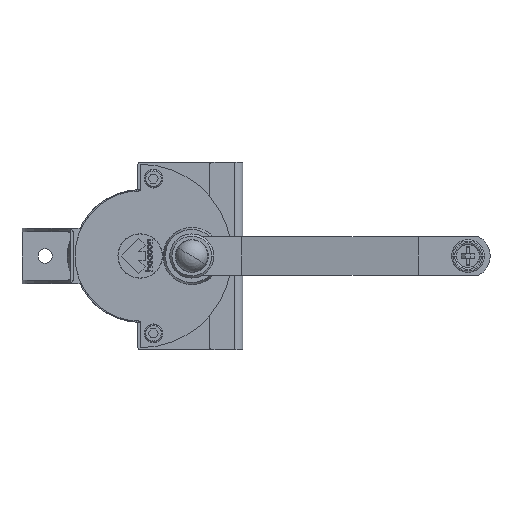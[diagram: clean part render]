
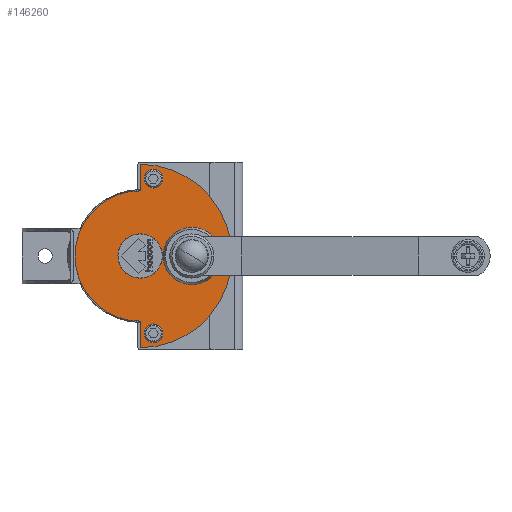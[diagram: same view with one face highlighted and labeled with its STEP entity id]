
A CAD part, front view. The second image highlights one B-rep face of the part: STEP entity #146260.
In plain terms, the highlighted planar face has unit normal (0, -1, 0).
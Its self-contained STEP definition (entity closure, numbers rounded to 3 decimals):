
#127490=CARTESIAN_POINT('',(73.2,-168.577,-12.));
#127500=VERTEX_POINT('',#127490);
#127530=CARTESIAN_POINT('',(64.7,-168.577,-12.));
#127540=DIRECTION('',(0.,-1.,0.));
#127550=DIRECTION('',(1.,0.,0.));
#127560=AXIS2_PLACEMENT_3D('',#127530,#127540,#127550);
#127570=CIRCLE('',#127560,8.5);
#127580=CARTESIAN_POINT('',(56.2,-168.577,-12.));
#127590=VERTEX_POINT('',#127580);
#127600=EDGE_CURVE('',#127590,#127500,#127570,.T.);
#144490=CARTESIAN_POINT('',(53.7,-168.577,0.)
);
#144500=VERTEX_POINT('',#144490);
#144530=CARTESIAN_POINT('',(-5.3,-168.577,
0.));
#144540=DIRECTION('',(0.,1.,0.));
#144550=DIRECTION('',(-1.,-0.,0.));
#144560=AXIS2_PLACEMENT_3D('',#144530,#144540,#144550);
#144570=CIRCLE('',#144560,59.);
#144580=CARTESIAN_POINT('',(-64.3,-168.577,0.
));
#144590=VERTEX_POINT('',#144580);
#144600=EDGE_CURVE('',#144590,#144500,#144570,.T.);
#144850=CARTESIAN_POINT('',(-64.3,-168.577,0.
));
#144860=DIRECTION('',(-1.,-0.,0.));
#144870=VECTOR('',#144860,1.);
#144880=LINE('',#144850,#144870);
#144890=CARTESIAN_POINT('',(-88.3,-168.577,0.
));
#144900=VERTEX_POINT('',#144890);
#144910=EDGE_CURVE('',#144590,#144900,#144880,.T.);
#145160=CARTESIAN_POINT('',(-5.3,-168.577,
0.));
#145170=DIRECTION('',(0.,1.,0.));
#145180=DIRECTION('',(-1.,-0.,0.));
#145190=AXIS2_PLACEMENT_3D('',#145160,#145170,#145180);
#145200=CIRCLE('',#145190,83.);
#145210=CARTESIAN_POINT('',(77.7,-168.577,0.)
);
#145220=VERTEX_POINT('',#145210);
#145230=EDGE_CURVE('',#145220,#144900,#145200,.T.);
#145460=CARTESIAN_POINT('',(53.7,-168.577,0.)
);
#145470=DIRECTION('',(1.,0.,0.));
#145480=VECTOR('',#145470,1.);
#145490=LINE('',#145460,#145480);
#145500=EDGE_CURVE('',#144500,#145220,#145490,.T.);
#145650=CARTESIAN_POINT('',(-5.3,-168.577,
-46.75));
#145660=DIRECTION('',(0.,1.,-0.));
#145670=DIRECTION('',(-1.,-0.,0.));
#145680=AXIS2_PLACEMENT_3D('',#145650,#145660,#145670);
#145690=PLANE('',#145680);
#145700=CARTESIAN_POINT('',(-75.3,-168.577,-12.));
#145710=DIRECTION('',(0.,1.,0.));
#145720=DIRECTION('',(-1.,-0.,0.));
#145730=AXIS2_PLACEMENT_3D('',#145700,#145710,#145720);
#145740=CIRCLE('',#145730,8.5);
#145750=CARTESIAN_POINT('',(-83.8,-168.577,-12.));
#145760=VERTEX_POINT('',#145750);
#145770=CARTESIAN_POINT('',(-66.8,-168.577,-12.));
#145780=VERTEX_POINT('',#145770);
#145790=EDGE_CURVE('',#145760,#145780,#145740,.T.);
#145800=ORIENTED_EDGE('',*,*,#145790,.T.);
#145810=EDGE_CURVE('',#145780,#145760,#145740,.T.);
#145820=ORIENTED_EDGE('',*,*,#145810,.T.);
#145830=EDGE_LOOP('',(#145820,#145800));
#145840=FACE_BOUND('',#145830,.T.);
#145850=CARTESIAN_POINT('',(-5.3,-168.577,
-46.75));
#145860=DIRECTION('',(0.,-1.,0.));
#145870=DIRECTION('',(0.,0.,-1.));
#145880=AXIS2_PLACEMENT_3D('',#145850,#145860,#145870);
#145890=CIRCLE('',#145880,26.);
#145900=CARTESIAN_POINT('',(-5.3,-168.577,
-72.75));
#145910=VERTEX_POINT('',#145900);
#145920=CARTESIAN_POINT('',(-5.3,-168.577,
-20.75));
#145930=VERTEX_POINT('',#145920);
#145940=EDGE_CURVE('',#145910,#145930,#145890,.T.);
#145950=ORIENTED_EDGE('',*,*,#145940,.F.);
#145960=EDGE_CURVE('',#145930,#145910,#145890,.T.);
#145970=ORIENTED_EDGE('',*,*,#145960,.F.);
#145980=EDGE_LOOP('',(#145970,#145950));
#145990=FACE_BOUND('',#145980,.T.);
#146000=CARTESIAN_POINT('',(-5.3,-168.577,
0.));
#146010=DIRECTION('',(0.,-1.,0.));
#146020=DIRECTION('',(0.,0.,1.));
#146030=AXIS2_PLACEMENT_3D('',#146000,#146010,#146020);
#146040=CIRCLE('',#146030,20.1);
#146050=CARTESIAN_POINT('',(-5.3,-168.577,
-20.1));
#146060=VERTEX_POINT('',#146050);
#146070=CARTESIAN_POINT('',(-5.3,-168.577,
20.1));
#146080=VERTEX_POINT('',#146070);
#146090=EDGE_CURVE('',#146060,#146080,#146040,.T.);
#146100=ORIENTED_EDGE('',*,*,#146090,.F.);
#146110=EDGE_CURVE('',#146080,#146060,#146040,.T.);
#146120=ORIENTED_EDGE('',*,*,#146110,.F.);
#146130=EDGE_LOOP('',(#146120,#146100));
#146140=FACE_BOUND('',#146130,.T.);
#146150=EDGE_CURVE('',#127500,#127590,#127570,.T.);
#146160=ORIENTED_EDGE('',*,*,#146150,.F.);
#146170=ORIENTED_EDGE('',*,*,#127600,.F.);
#146180=EDGE_LOOP('',(#146170,#146160));
#146190=FACE_BOUND('',#146180,.T.);
#146200=ORIENTED_EDGE('',*,*,#145500,.F.);
#146210=ORIENTED_EDGE('',*,*,#145230,.F.);
#146220=ORIENTED_EDGE('',*,*,#144910,.T.);
#146230=ORIENTED_EDGE('',*,*,#144600,.F.);
#146240=EDGE_LOOP('',(#146230,#146220,#146210,#146200));
#146250=FACE_OUTER_BOUND('',#146240,.T.);
#146260=ADVANCED_FACE('',(#145840,#145990,#146140,#146190,#146250),
#145690,.F.);
